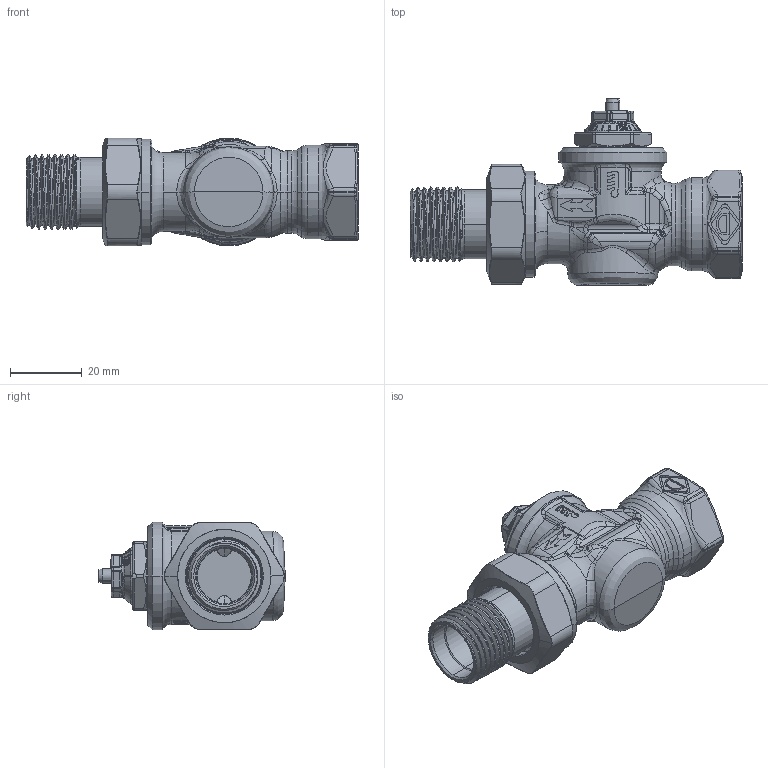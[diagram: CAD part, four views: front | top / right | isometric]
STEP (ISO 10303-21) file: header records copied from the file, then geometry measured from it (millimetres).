
FILE_DESCRIPTION((''),'2;1');
FILE_NAME('3952-02-000-FERTIG','2020-11-17T14:40:36',('perben'),(''),'CREO PARAMETRIC BY PTC INC, 2019030','CREO PARAMETRIC BY PTC INC, 2019030','');
FILE_SCHEMA(('CONFIG_CONTROL_DESIGN'));
Products named in the file (1): 3952-02-000-FERTIG
Bounding box: 92.5 x 52 x 30 mm (x, y, z)
Volume: 47342.1 mm3; surface area: 15099.8 mm2
Topology: 1 solids, 1 shells, 1314 faces, 3470 edges, 2175 vertices
Faces by surface type: cylinder 359, plane 343, bspline 288, extrusion 129, cone 89, torus 88, sphere 18
Entity records: 57763 total; most frequent: CARTESIAN_POINT 29282, ORIENTED_EDGE 6904, DIRECTION 4434, EDGE_CURVE 3452, VERTEX_POINT 2175, B_SPLINE_CURVE_WITH_KNOTS 1765, AXIS2_PLACEMENT_3D 1592, EDGE_LOOP 1349
